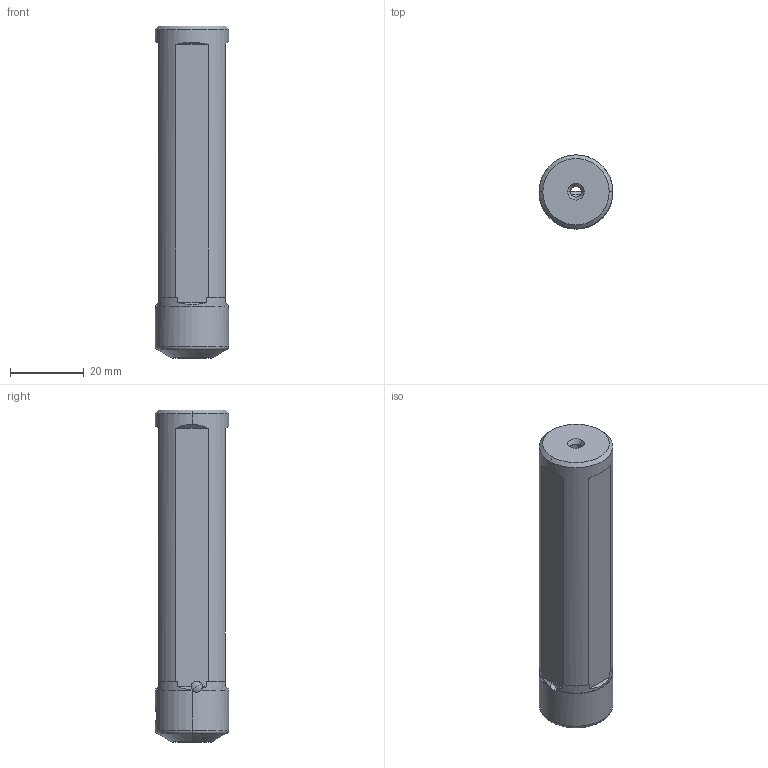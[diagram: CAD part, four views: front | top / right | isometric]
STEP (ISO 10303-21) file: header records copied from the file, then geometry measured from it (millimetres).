
FILE_DESCRIPTION(/* description */ (''),/* implementation_level */ '2;1');
FILE_NAME(/* name */ 'CXS-A20-04_3D2C.stp',/* time_stamp */ '2021-11-12T13:09:58+01:00',/* author */ (''),/* organization */ (''),/* preprocessor_version */ 'ST-DEVELOPER v16.7',/* originating_system */ 'SIEMENS PLM Software NX 12.0',/* authorisation */ '');
FILE_SCHEMA (('AUTOMOTIVE_DESIGN { 1 0 10303 214 3 1 1 1 }'));
Length unit declared in the file: millimetre
Products named in the file (1): CXS-A20-04_3D2C
Bounding box: 20 x 20 x 90 mm (x, y, z)
Volume: 25186.5 mm3; surface area: 7299.4 mm2
Topology: 1 solids, 1 shells, 113 faces, 310 edges, 198 vertices
Faces by surface type: cylinder 61, plane 28, cone 16, torus 4, sphere 4
Entity records: 4025 total; most frequent: CARTESIAN_POINT 1143, DIRECTION 613, ORIENTED_EDGE 608, EDGE_CURVE 304, AXIS2_PLACEMENT_3D 249, VERTEX_POINT 198, CIRCLE 132, EDGE_LOOP 120
